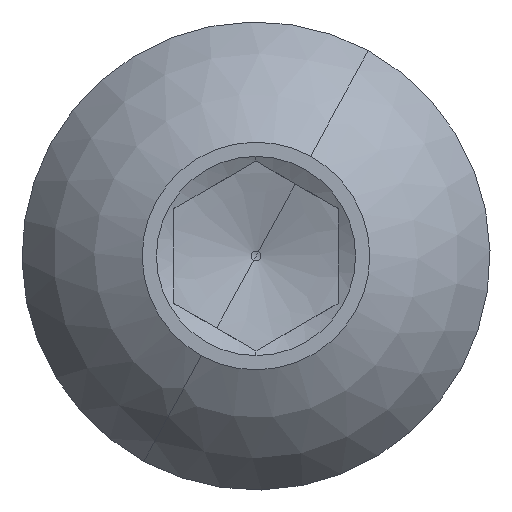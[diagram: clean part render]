
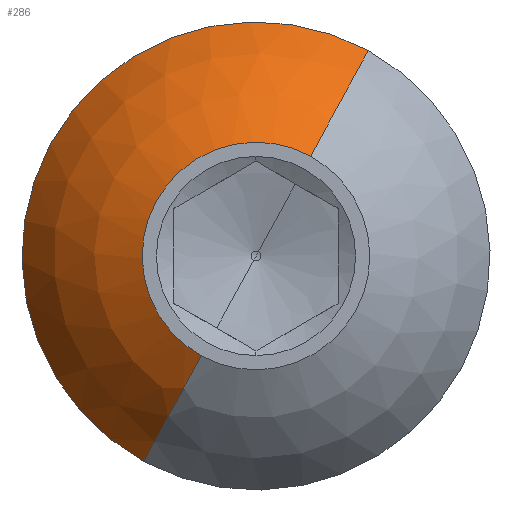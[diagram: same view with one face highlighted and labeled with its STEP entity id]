
A CAD part, left-side view. The second image highlights one B-rep face of the part: STEP entity #286.
In plain terms, the highlighted spherical face has radius 3.228 mm.
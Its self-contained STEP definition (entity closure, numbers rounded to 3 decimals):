
#233=CARTESIAN_POINT('Axis2P3D Location',(0.,0.,0.)) ;
#237=CARTESIAN_POINT('Vertex',(0.,1.366,-2.501)) ;
#239=CARTESIAN_POINT('Vertex',(0.,-1.366,2.501)) ;
#256=CARTESIAN_POINT('Axis2P3D Location',(1.515,0.,0.)) ;
#261=CARTESIAN_POINT('Axis2P3D Location',(1.515,0.,0.)) ;
#265=CARTESIAN_POINT('Vertex',(-1.4,0.664,-1.216)) ;
#268=CARTESIAN_POINT('Axis2P3D Location',(-1.4,0.,0.)) ;
#272=CARTESIAN_POINT('Vertex',(-1.4,-0.664,1.216)) ;
#275=CARTESIAN_POINT('Axis2P3D Location',(1.515,0.,0.)) ;
#234=DIRECTION('Axis2P3D Direction',(1.,0.,0.)) ;
#257=DIRECTION('Axis2P3D Direction',(1.,0.,0.)) ;
#258=DIRECTION('Axis2P3D XDirection',(0.,-0.479,0.878)) ;
#262=DIRECTION('Axis2P3D Direction',(0.,-0.878,-0.479)) ;
#269=DIRECTION('Axis2P3D Direction',(1.,0.,0.)) ;
#276=DIRECTION('Axis2P3D Direction',(-0.,0.878,0.479)) ;
#235=AXIS2_PLACEMENT_3D('Circle Axis2P3D',#233,#234,$) ;
#259=AXIS2_PLACEMENT_3D('Sphere Axis2P3D',#256,#257,#258) ;
#263=AXIS2_PLACEMENT_3D('Circle Axis2P3D',#261,#262,$) ;
#270=AXIS2_PLACEMENT_3D('Circle Axis2P3D',#268,#269,$) ;
#277=AXIS2_PLACEMENT_3D('Circle Axis2P3D',#275,#276,$) ;
#281=ORIENTED_EDGE('',*,*,#241,.F.) ;
#282=ORIENTED_EDGE('',*,*,#267,.T.) ;
#283=ORIENTED_EDGE('',*,*,#274,.T.) ;
#284=ORIENTED_EDGE('',*,*,#279,.F.) ;
#286=ADVANCED_FACE('\X2\51E04F554F53\X0\.3',(#285),#260,.T.) ;
#236=CIRCLE('generated circle',#235,2.85) ;
#264=CIRCLE('generated circle',#263,3.228) ;
#271=CIRCLE('generated circle',#270,1.386) ;
#278=CIRCLE('generated circle',#277,3.228) ;
#241=EDGE_CURVE('',#238,#240,#236,.T.) ;
#267=EDGE_CURVE('',#238,#266,#264,.F.) ;
#274=EDGE_CURVE('',#266,#273,#271,.T.) ;
#279=EDGE_CURVE('',#240,#273,#278,.F.) ;
#280=EDGE_LOOP('',(#281,#282,#283,#284)) ;
#285=FACE_OUTER_BOUND('',#280,.T.) ;
#260=SPHERICAL_SURFACE('',#259,3.228) ;
#238=VERTEX_POINT('',#237) ;
#240=VERTEX_POINT('',#239) ;
#266=VERTEX_POINT('',#265) ;
#273=VERTEX_POINT('',#272) ;
